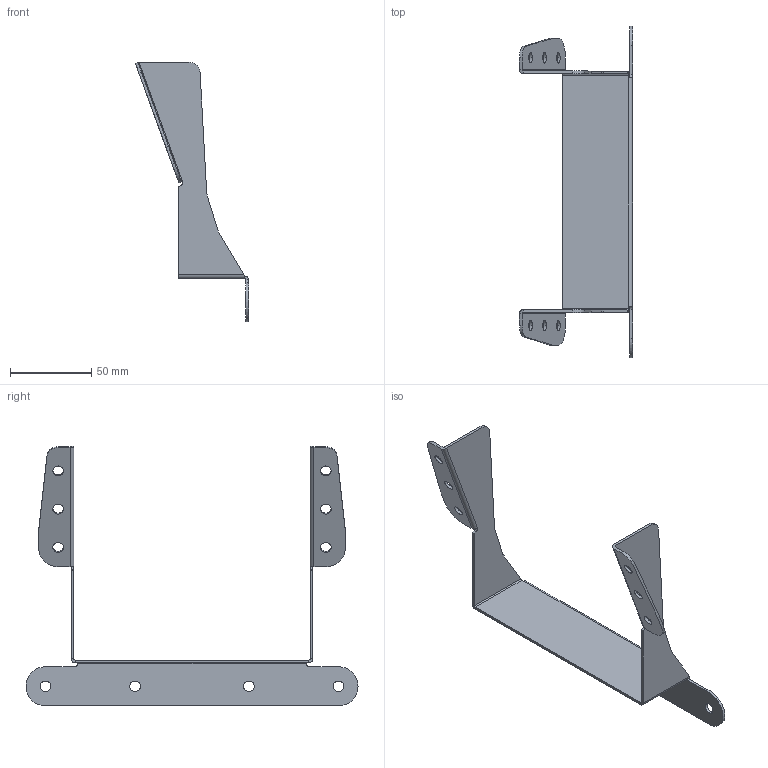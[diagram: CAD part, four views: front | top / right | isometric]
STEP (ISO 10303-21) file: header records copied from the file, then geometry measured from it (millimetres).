
FILE_DESCRIPTION (( 'STEP AP214' ), '1' );
FILE_NAME ('24 - pan back.STEP', '2016-11-26T22:36:59', ( '' ), ( '' ), 'SwSTEP 2.0', 'SolidWorks 2014', '' );
FILE_SCHEMA (( 'AUTOMOTIVE_DESIGN' ));
Length unit declared in the file: millimetre
Products named in the file (1): 24 - pan back
Bounding box: 69.46 x 204 x 159.58 mm (x, y, z)
Volume: 34310.7 mm3; surface area: 43773.2 mm2
Topology: 1 solids, 1 shells, 94 faces, 240 edges, 148 vertices
Faces by surface type: cylinder 46, plane 46, bspline 2
Entity records: 2994 total; most frequent: CARTESIAN_POINT 601, DIRECTION 506, ORIENTED_EDGE 480, EDGE_CURVE 240, AXIS2_PLACEMENT_3D 181, VERTEX_POINT 148, LINE 144, VECTOR 144
